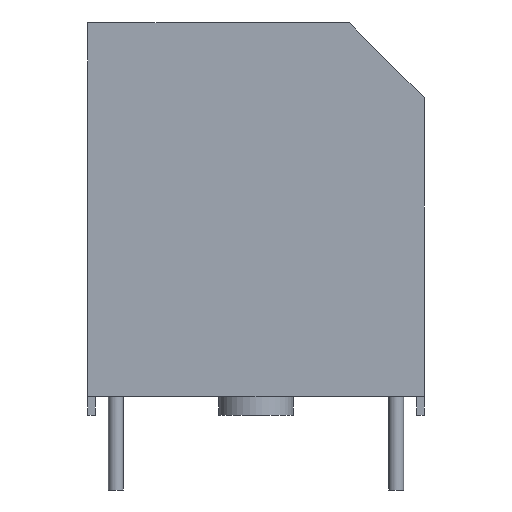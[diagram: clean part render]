
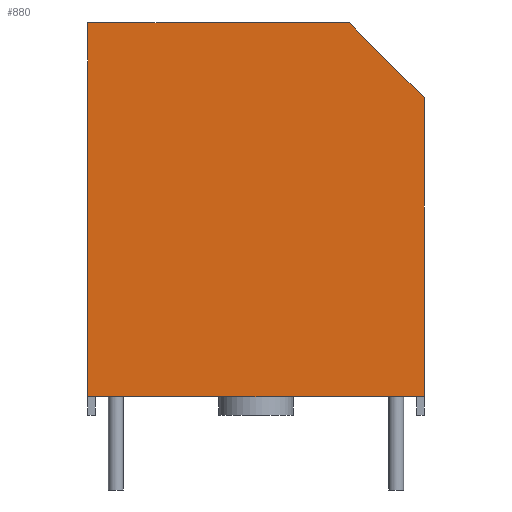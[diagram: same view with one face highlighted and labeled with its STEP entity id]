
A CAD part, left-side view. The second image highlights one B-rep face of the part: STEP entity #880.
In plain terms, the highlighted planar face has unit normal (-1, 0, 0).
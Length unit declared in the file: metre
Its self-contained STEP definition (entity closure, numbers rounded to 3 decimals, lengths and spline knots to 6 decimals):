
#88=ORIENTED_EDGE('',*,*,#307,.F.);
#89=ORIENTED_EDGE('',*,*,#322,.T.);
#90=ORIENTED_EDGE('',*,*,#281,.F.);
#91=ORIENTED_EDGE('',*,*,#317,.T.);
#92=ORIENTED_EDGE('',*,*,#323,.T.);
#281=EDGE_CURVE('',#402,#403,#486,.T.);
#307=EDGE_CURVE('',#428,#429,#504,.T.);
#317=EDGE_CURVE('',#402,#435,#514,.T.);
#322=EDGE_CURVE('',#428,#403,#519,.T.);
#323=EDGE_CURVE('',#435,#429,#520,.T.);
#402=VERTEX_POINT('',#1255);
#403=VERTEX_POINT('',#1256);
#428=VERTEX_POINT('',#1315);
#429=VERTEX_POINT('',#1317);
#435=VERTEX_POINT('',#1334);
#486=LINE('',#1254,#597);
#504=LINE('',#1316,#615);
#514=LINE('',#1336,#625);
#519=LINE('',#1345,#630);
#520=LINE('',#1346,#631);
#597=VECTOR('',#1009,1.);
#615=VECTOR('',#1061,1.);
#625=VECTOR('',#1075,1.);
#630=VECTOR('',#1082,1.);
#631=VECTOR('',#1083,1.);
#714=EDGE_LOOP('',(#88,#89,#90,#91,#92));
#777=FACE_BOUND('',#714,.T.);
#830=PLANE('',#952);
#880=ADVANCED_FACE('',(#777),#830,.F.);
#952=AXIS2_PLACEMENT_3D('',#1344,#1080,#1081);
#1009=DIRECTION('',(0.,-1.,0.));
#1061=DIRECTION('',(0.,0.,-1.));
#1075=DIRECTION('',(0.,0.,-1.));
#1080=DIRECTION('',(1.,0.,0.));
#1081=DIRECTION('',(0.,1.,0.));
#1082=DIRECTION('',(0.,0.707,0.707));
#1083=DIRECTION('',(0.,-1.,0.));
#1254=CARTESIAN_POINT('',(-0.00625,0.,0.02));
#1255=CARTESIAN_POINT('',(-0.00625,0.009,0.02));
#1256=CARTESIAN_POINT('',(-0.00625,-0.005,0.02));
#1315=CARTESIAN_POINT('',(-0.00625,-0.009,0.016));
#1316=CARTESIAN_POINT('',(-0.00625,-0.009,0.02));
#1317=CARTESIAN_POINT('',(-0.00625,-0.009,0.));
#1334=CARTESIAN_POINT('',(-0.00625,0.009,0.));
#1336=CARTESIAN_POINT('',(-0.00625,0.009,0.02));
#1344=CARTESIAN_POINT('',(-0.00625,0.,0.02));
#1345=CARTESIAN_POINT('',(-0.00625,-0.005,0.02));
#1346=CARTESIAN_POINT('',(-0.00625,0.,0.));
